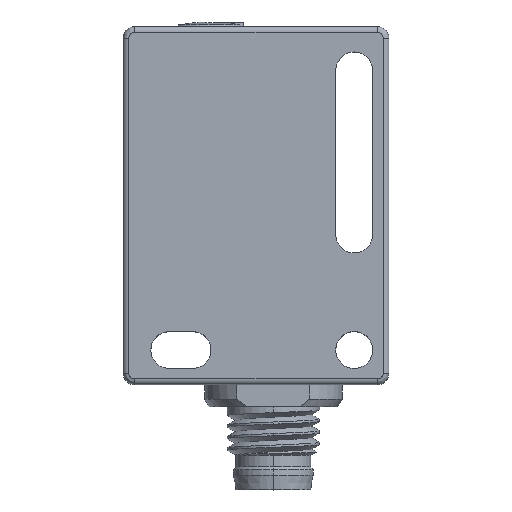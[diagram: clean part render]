
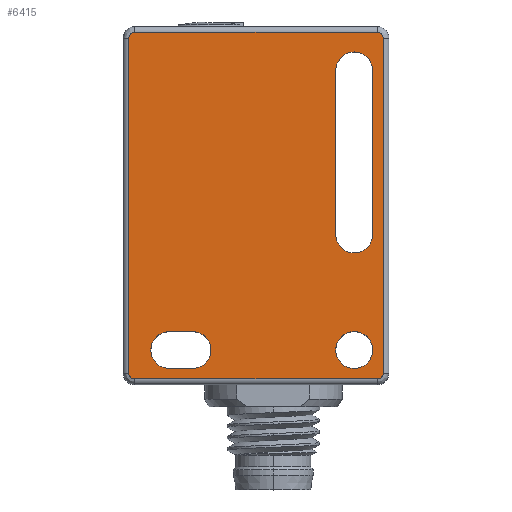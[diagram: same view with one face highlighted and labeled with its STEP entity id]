
A CAD part, top view. The second image highlights one B-rep face of the part: STEP entity #6415.
In plain terms, the highlighted planar face has unit normal (0, 0, 1).
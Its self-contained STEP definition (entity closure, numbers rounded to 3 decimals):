
#1478=DIRECTION('',(-1.,0.,0.));
#1479=VECTOR('',#1478,21.);
#1480=CARTESIAN_POINT('',(2.,-2.5,5.5));
#1481=LINE('',#1480,#1479);
#1531=CARTESIAN_POINT('',(-19.,-2.,5.5));
#1532=DIRECTION('',(0.,0.,-1.));
#1533=DIRECTION('',(0.,-1.,0.));
#1534=AXIS2_PLACEMENT_3D('',#1531,#1532,#1533);
#1799=CARTESIAN_POINT('',(2.,-2.,5.5));
#1800=DIRECTION('',(0.,0.,-1.));
#1801=DIRECTION('',(1.,0.,0.));
#1802=AXIS2_PLACEMENT_3D('',#1799,#1800,#1801);
#1815=CARTESIAN_POINT('',(0.,0.,5.5));
#1816=DIRECTION('',(0.,0.,1.));
#1817=DIRECTION('',(1.,0.,0.));
#1818=AXIS2_PLACEMENT_3D('',#1815,#1816,#1817);
#1823=CARTESIAN_POINT('',(0.,0.,5.5));
#1824=DIRECTION('',(0.,0.,1.));
#1825=DIRECTION('',(-1.,0.,0.));
#1826=AXIS2_PLACEMENT_3D('',#1823,#1824,#1825);
#1831=CARTESIAN_POINT('',(0.,24.2,5.5));
#1832=DIRECTION('',(0.,0.,1.));
#1833=DIRECTION('',(1.,0.,0.));
#1834=AXIS2_PLACEMENT_3D('',#1831,#1832,#1833);
#1839=DIRECTION('',(0.,-1.,0.));
#1840=VECTOR('',#1839,14.2);
#1841=CARTESIAN_POINT('',(-1.6,24.2,5.5));
#1842=LINE('',#1841,#1840);
#1846=CARTESIAN_POINT('',(0.,10.,5.5));
#1847=DIRECTION('',(0.,0.,1.));
#1848=DIRECTION('',(-1.,0.,0.));
#1849=AXIS2_PLACEMENT_3D('',#1846,#1847,#1848);
#1854=DIRECTION('',(0.,1.,0.));
#1855=VECTOR('',#1854,14.2);
#1856=CARTESIAN_POINT('',(1.6,10.,5.5));
#1857=LINE('',#1856,#1855);
#1861=CARTESIAN_POINT('',(-16.,0.,5.5));
#1862=DIRECTION('',(0.,0.,1.));
#1863=DIRECTION('',(0.,1.,0.));
#1864=AXIS2_PLACEMENT_3D('',#1861,#1862,#1863);
#1869=DIRECTION('',(1.,0.,0.));
#1870=VECTOR('',#1869,2.);
#1871=CARTESIAN_POINT('',(-16.,-1.6,5.5));
#1872=LINE('',#1871,#1870);
#1876=CARTESIAN_POINT('',(-14.,0.,5.5));
#1877=DIRECTION('',(0.,0.,1.));
#1878=DIRECTION('',(0.,-1.,0.));
#1879=AXIS2_PLACEMENT_3D('',#1876,#1877,#1878);
#1884=DIRECTION('',(-1.,0.,0.));
#1885=VECTOR('',#1884,2.);
#1886=CARTESIAN_POINT('',(-14.,1.6,5.5));
#1887=LINE('',#1886,#1885);
#1898=DIRECTION('',(0.,-1.,0.));
#1899=VECTOR('',#1898,29.);
#1900=CARTESIAN_POINT('',(2.5,27.,5.5));
#1901=LINE('',#1900,#1899);
#1935=CARTESIAN_POINT('',(2.,27.,5.5));
#1936=DIRECTION('',(0.,0.,-1.));
#1937=DIRECTION('',(0.,1.,0.));
#1938=AXIS2_PLACEMENT_3D('',#1935,#1936,#1937);
#1958=DIRECTION('',(1.,0.,0.));
#1959=VECTOR('',#1958,21.);
#1960=CARTESIAN_POINT('',(-19.,27.5,5.5));
#1961=LINE('',#1960,#1959);
#2256=CARTESIAN_POINT('',(-19.,27.,5.5));
#2257=DIRECTION('',(0.,0.,-1.));
#2258=DIRECTION('',(-1.,0.,0.));
#2259=AXIS2_PLACEMENT_3D('',#2256,#2257,#2258);
#2279=DIRECTION('',(0.,1.,0.));
#2280=VECTOR('',#2279,29.);
#2281=CARTESIAN_POINT('',(-19.5,-2.,5.5));
#2282=LINE('',#2281,#2280);
#4442=CARTESIAN_POINT('',(1.6,0.,5.5));
#4443=CARTESIAN_POINT('',(-1.6,0.,5.5));
#4444=VERTEX_POINT('',#4442);
#4445=VERTEX_POINT('',#4443);
#4446=CARTESIAN_POINT('',(1.6,24.2,5.5));
#4447=CARTESIAN_POINT('',(-1.6,24.2,5.5));
#4448=VERTEX_POINT('',#4446);
#4449=VERTEX_POINT('',#4447);
#4450=CARTESIAN_POINT('',(-1.6,10.,5.5));
#4451=VERTEX_POINT('',#4450);
#4452=CARTESIAN_POINT('',(1.6,10.,5.5));
#4453=VERTEX_POINT('',#4452);
#4462=CARTESIAN_POINT('',(-16.,1.6,5.5));
#4463=CARTESIAN_POINT('',(-16.,-1.6,5.5));
#4464=VERTEX_POINT('',#4462);
#4465=VERTEX_POINT('',#4463);
#4466=CARTESIAN_POINT('',(-14.,-1.6,5.5));
#4467=VERTEX_POINT('',#4466);
#4468=CARTESIAN_POINT('',(-14.,1.6,5.5));
#4469=VERTEX_POINT('',#4468);
#4506=CARTESIAN_POINT('',(2.5,27.,5.5));
#4507=CARTESIAN_POINT('',(2.5,-2.,5.5));
#4508=VERTEX_POINT('',#4506);
#4509=VERTEX_POINT('',#4507);
#4512=CARTESIAN_POINT('',(2.,-2.5,5.5));
#4513=VERTEX_POINT('',#4512);
#4514=CARTESIAN_POINT('',(-19.,-2.5,5.5));
#4515=VERTEX_POINT('',#4514);
#4520=CARTESIAN_POINT('',(-19.5,-2.,5.5));
#4521=VERTEX_POINT('',#4520);
#4524=CARTESIAN_POINT('',(-19.5,27.,5.5));
#4525=VERTEX_POINT('',#4524);
#4528=CARTESIAN_POINT('',(-19.,27.5,5.5));
#4529=VERTEX_POINT('',#4528);
#4532=CARTESIAN_POINT('',(2.,27.5,5.5));
#4533=VERTEX_POINT('',#4532);
#6369=CARTESIAN_POINT('',(-20.,28.,5.5));
#6370=DIRECTION('',(0.,0.,1.));
#6371=DIRECTION('',(1.,0.,0.));
#6372=AXIS2_PLACEMENT_3D('',#6369,#6370,#6371);
#6373=PLANE('',#6372);
#6375=ORIENTED_EDGE('',*,*,#6374,.T.);
#6376=ORIENTED_EDGE('',*,*,#6362,.T.);
#6377=ORIENTED_EDGE('',*,*,#6112,.T.);
#6378=ORIENTED_EDGE('',*,*,#6153,.T.);
#6380=ORIENTED_EDGE('',*,*,#6379,.T.);
#6382=ORIENTED_EDGE('',*,*,#6381,.T.);
#6384=ORIENTED_EDGE('',*,*,#6383,.T.);
#6386=ORIENTED_EDGE('',*,*,#6385,.T.);
#6387=EDGE_LOOP('',(#6375,#6376,#6377,#6378,#6380,#6382,#6384,#6386));
#6388=FACE_OUTER_BOUND('',#6387,.F.);
#6390=ORIENTED_EDGE('',*,*,#6389,.T.);
#6392=ORIENTED_EDGE('',*,*,#6391,.T.);
#6393=EDGE_LOOP('',(#6390,#6392));
#6394=FACE_BOUND('',#6393,.F.);
#6396=ORIENTED_EDGE('',*,*,#6395,.T.);
#6398=ORIENTED_EDGE('',*,*,#6397,.T.);
#6400=ORIENTED_EDGE('',*,*,#6399,.T.);
#6402=ORIENTED_EDGE('',*,*,#6401,.T.);
#6403=EDGE_LOOP('',(#6396,#6398,#6400,#6402));
#6404=FACE_BOUND('',#6403,.F.);
#6406=ORIENTED_EDGE('',*,*,#6405,.T.);
#6408=ORIENTED_EDGE('',*,*,#6407,.T.);
#6410=ORIENTED_EDGE('',*,*,#6409,.T.);
#6412=ORIENTED_EDGE('',*,*,#6411,.T.);
#6413=EDGE_LOOP('',(#6406,#6408,#6410,#6412));
#6414=FACE_BOUND('',#6413,.F.);
#6415=ADVANCED_FACE('',(#6388,#6394,#6404,#6414),#6373,.T.);
#1535=CIRCLE('',#1534,0.5);
#1803=CIRCLE('',#1802,0.5);
#1819=CIRCLE('',#1818,1.6);
#1827=CIRCLE('',#1826,1.6);
#1835=CIRCLE('',#1834,1.6);
#1850=CIRCLE('',#1849,1.6);
#1865=CIRCLE('',#1864,1.6);
#1880=CIRCLE('',#1879,1.6);
#1939=CIRCLE('',#1938,0.5);
#2260=CIRCLE('',#2259,0.5);
#6112=EDGE_CURVE('',#4513,#4515,#1481,.T.);
#6153=EDGE_CURVE('',#4515,#4521,#1535,.T.);
#6362=EDGE_CURVE('',#4509,#4513,#1803,.T.);
#6374=EDGE_CURVE('',#4508,#4509,#1901,.T.);
#6379=EDGE_CURVE('',#4521,#4525,#2282,.T.);
#6381=EDGE_CURVE('',#4525,#4529,#2260,.T.);
#6383=EDGE_CURVE('',#4529,#4533,#1961,.T.);
#6385=EDGE_CURVE('',#4533,#4508,#1939,.T.);
#6389=EDGE_CURVE('',#4444,#4445,#1819,.T.);
#6391=EDGE_CURVE('',#4445,#4444,#1827,.T.);
#6395=EDGE_CURVE('',#4448,#4449,#1835,.T.);
#6397=EDGE_CURVE('',#4449,#4451,#1842,.T.);
#6399=EDGE_CURVE('',#4451,#4453,#1850,.T.);
#6401=EDGE_CURVE('',#4453,#4448,#1857,.T.);
#6405=EDGE_CURVE('',#4464,#4465,#1865,.T.);
#6407=EDGE_CURVE('',#4465,#4467,#1872,.T.);
#6409=EDGE_CURVE('',#4467,#4469,#1880,.T.);
#6411=EDGE_CURVE('',#4469,#4464,#1887,.T.);
